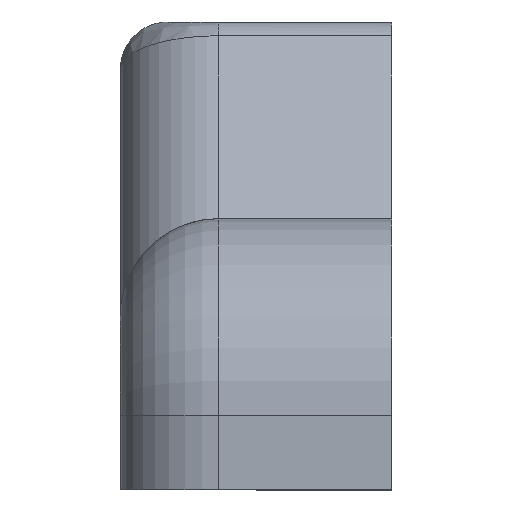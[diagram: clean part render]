
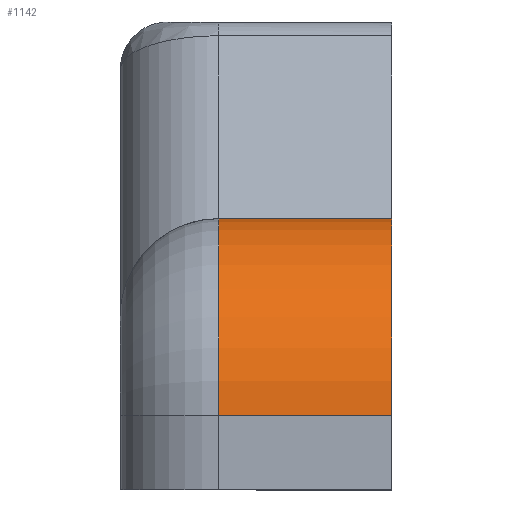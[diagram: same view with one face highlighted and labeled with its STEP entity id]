
A CAD part, left-side view. The second image highlights one B-rep face of the part: STEP entity #1142.
In plain terms, the highlighted cylindrical face has radius 10 mm (diameter 20 mm), a partial arc.
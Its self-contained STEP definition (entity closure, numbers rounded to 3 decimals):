
#11 = DIRECTION ( 'NONE',  ( 0., -1., 0. ) ) ;
#70 = CARTESIAN_POINT ( 'NONE',  ( -90., 6.4, -17.6 ) ) ;
#84 = CYLINDRICAL_SURFACE ( 'NONE', #1230, 10. ) ;
#125 = ORIENTED_EDGE ( 'NONE', *, *, #879, .T. ) ;
#128 = ORIENTED_EDGE ( 'NONE', *, *, #736, .F. ) ;
#192 = CARTESIAN_POINT ( 'NONE',  ( -80., 6.4, -7.6 ) ) ;
#193 = DIRECTION ( 'NONE',  ( 0., 1., 0. ) ) ;
#224 = CARTESIAN_POINT ( 'NONE',  ( -80., -2.4, -17.6 ) ) ;
#258 = VERTEX_POINT ( 'NONE', #889 ) ;
#312 = VERTEX_POINT ( 'NONE', #70 ) ;
#346 = ORIENTED_EDGE ( 'NONE', *, *, #1216, .F. ) ;
#361 = ORIENTED_EDGE ( 'NONE', *, *, #506, .F. ) ;
#477 = CARTESIAN_POINT ( 'NONE',  ( -80., 6.4, -17.6 ) ) ;
#506 = EDGE_CURVE ( 'NONE', #258, #1089, #609, .T. ) ;
#554 = EDGE_LOOP ( 'NONE', ( #346, #125, #128, #361 ) ) ;
#609 = CIRCLE ( 'NONE', #1461, 10. ) ;
#676 = CIRCLE ( 'NONE', #875, 10. ) ;
#690 = DIRECTION ( 'NONE',  ( 0., 0., -1. ) ) ;
#697 = DIRECTION ( 'NONE',  ( 0., 0., 1. ) ) ;
#736 = EDGE_CURVE ( 'NONE', #1089, #312, #895, .T. ) ;
#763 = DIRECTION ( 'NONE',  ( 0., -1., 0. ) ) ;
#875 = AXIS2_PLACEMENT_3D ( 'NONE', #477, #11, #690 ) ;
#879 = EDGE_CURVE ( 'NONE', #1138, #312, #676, .T. ) ;
#887 = CARTESIAN_POINT ( 'NONE',  ( -80., -2.4, -17.6 ) ) ;
#889 = CARTESIAN_POINT ( 'NONE',  ( -80., -2.4, -7.6 ) ) ;
#895 = LINE ( 'NONE', #1381, #1513 ) ;
#1002 = CARTESIAN_POINT ( 'NONE',  ( -90., -2.4, -17.6 ) ) ;
#1019 = DIRECTION ( 'NONE',  ( 0., 0., 1. ) ) ;
#1036 = CARTESIAN_POINT ( 'NONE',  ( -80., -2.4, -7.6 ) ) ;
#1089 = VERTEX_POINT ( 'NONE', #1002 ) ;
#1138 = VERTEX_POINT ( 'NONE', #192 ) ;
#1142 = ADVANCED_FACE ( 'NONE', ( #1244 ), #84, .T. ) ;
#1191 = DIRECTION ( 'NONE',  ( 0., -1., 0. ) ) ;
#1216 = EDGE_CURVE ( 'NONE', #1138, #258, #1363, .T. ) ;
#1230 = AXIS2_PLACEMENT_3D ( 'NONE', #887, #1380, #1019 ) ;
#1244 = FACE_OUTER_BOUND ( 'NONE', #554, .T. ) ;
#1353 = VECTOR ( 'NONE', #763, 1000. ) ;
#1363 = LINE ( 'NONE', #1036, #1353 ) ;
#1380 = DIRECTION ( 'NONE',  ( 0., 1., 0. ) ) ;
#1381 = CARTESIAN_POINT ( 'NONE',  ( -90., 11.4, -17.6 ) ) ;
#1461 = AXIS2_PLACEMENT_3D ( 'NONE', #224, #1191, #697 ) ;
#1513 = VECTOR ( 'NONE', #193, 1000. ) ;
